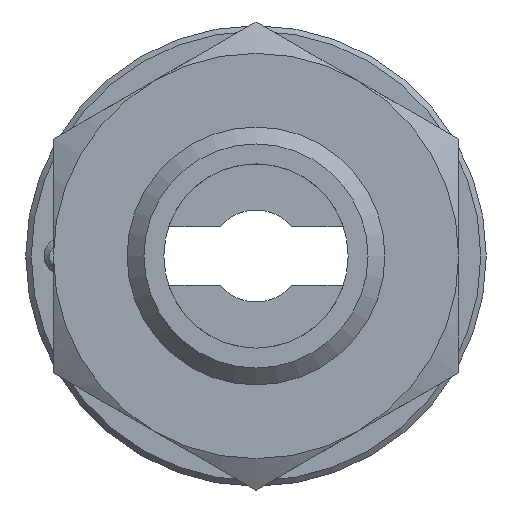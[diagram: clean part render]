
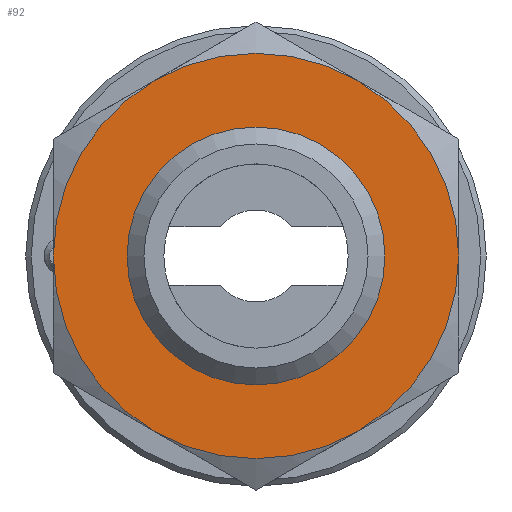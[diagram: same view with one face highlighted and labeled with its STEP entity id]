
A CAD part, front view. The second image highlights one B-rep face of the part: STEP entity #92.
In plain terms, the highlighted planar face has unit normal (0, -1, 0).
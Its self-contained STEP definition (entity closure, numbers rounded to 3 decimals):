
#92 = ADVANCED_FACE( '', ( #212, #213 ), #214, .T. );
#212 = FACE_OUTER_BOUND( '', #369, .T. );
#213 = FACE_BOUND( '', #370, .T. );
#214 = PLANE( '', #371 );
#369 = EDGE_LOOP( '', ( #586, #587, #588, #589, #590, #591 ) );
#370 = EDGE_LOOP( '', ( #592 ) );
#371 = AXIS2_PLACEMENT_3D( '', #593, #594, #595 );
#586 = ORIENTED_EDGE( '', *, *, #887, .T. );
#587 = ORIENTED_EDGE( '', *, *, #854, .T. );
#588 = ORIENTED_EDGE( '', *, *, #888, .T. );
#589 = ORIENTED_EDGE( '', *, *, #870, .T. );
#590 = ORIENTED_EDGE( '', *, *, #889, .T. );
#591 = ORIENTED_EDGE( '', *, *, #890, .T. );
#592 = ORIENTED_EDGE( '', *, *, #891, .F. );
#593 = CARTESIAN_POINT( '', ( 7., -13., 0. ) );
#594 = DIRECTION( '', ( 0., -1., 0. ) );
#595 = DIRECTION( '', ( 0., 0., -1. ) );
#854 = EDGE_CURVE( '', #1002, #978, #1004, .T. );
#870 = EDGE_CURVE( '', #1031, #1032, #1033, .T. );
#887 = EDGE_CURVE( '', #965, #1002, #1056, .T. );
#888 = EDGE_CURVE( '', #978, #1031, #1057, .T. );
#889 = EDGE_CURVE( '', #1032, #1049, #1058, .T. );
#890 = EDGE_CURVE( '', #1049, #965, #1059, .T. );
#891 = EDGE_CURVE( '', #1060, #1060, #1061, .T. );
#965 = VERTEX_POINT( '', #1165 );
#978 = VERTEX_POINT( '', #1204 );
#1002 = VERTEX_POINT( '', #1240 );
#1004 = CIRCLE( '', #1249, 11. );
#1031 = VERTEX_POINT( '', #1282 );
#1032 = VERTEX_POINT( '', #1283 );
#1033 = CIRCLE( '', #1284, 11. );
#1049 = VERTEX_POINT( '', #1339 );
#1056 = CIRCLE( '', #1365, 11. );
#1057 = CIRCLE( '', #1366, 11. );
#1058 = CIRCLE( '', #1367, 11. );
#1059 = CIRCLE( '', #1368, 11. );
#1060 = VERTEX_POINT( '', #1369 );
#1061 = CIRCLE( '', #1370, 7. );
#1165 = CARTESIAN_POINT( '', ( 5.5, -13., -9.526 ) );
#1204 = CARTESIAN_POINT( '', ( 5.5, -13., 9.526 ) );
#1240 = CARTESIAN_POINT( '', ( 11., -13., 0. ) );
#1249 = AXIS2_PLACEMENT_3D( '', #1527, #1528, #1529 );
#1282 = CARTESIAN_POINT( '', ( -5.5, -13., 9.526 ) );
#1283 = CARTESIAN_POINT( '', ( -11., -13., 0. ) );
#1284 = AXIS2_PLACEMENT_3D( '', #1554, #1555, #1556 );
#1339 = CARTESIAN_POINT( '', ( -5.5, -13., -9.526 ) );
#1365 = AXIS2_PLACEMENT_3D( '', #1561, #1562, #1563 );
#1366 = AXIS2_PLACEMENT_3D( '', #1564, #1565, #1566 );
#1367 = AXIS2_PLACEMENT_3D( '', #1567, #1568, #1569 );
#1368 = AXIS2_PLACEMENT_3D( '', #1570, #1571, #1572 );
#1369 = CARTESIAN_POINT( '', ( 0., -13., -7. ) );
#1370 = AXIS2_PLACEMENT_3D( '', #1573, #1574, #1575 );
#1527 = CARTESIAN_POINT( '', ( 0., -13., 0. ) );
#1528 = DIRECTION( '', ( 0., -1., 0. ) );
#1529 = DIRECTION( '', ( 0., 0., -1. ) );
#1554 = CARTESIAN_POINT( '', ( 0., -13., 0. ) );
#1555 = DIRECTION( '', ( 0., -1., 0. ) );
#1556 = DIRECTION( '', ( 0., 0., -1. ) );
#1561 = CARTESIAN_POINT( '', ( 0., -13., 0. ) );
#1562 = DIRECTION( '', ( 0., -1., 0. ) );
#1563 = DIRECTION( '', ( 0., 0., -1. ) );
#1564 = CARTESIAN_POINT( '', ( 0., -13., 0. ) );
#1565 = DIRECTION( '', ( 0., -1., 0. ) );
#1566 = DIRECTION( '', ( 0., 0., -1. ) );
#1567 = CARTESIAN_POINT( '', ( 0., -13., 0. ) );
#1568 = DIRECTION( '', ( 0., -1., 0. ) );
#1569 = DIRECTION( '', ( 0., 0., -1. ) );
#1570 = CARTESIAN_POINT( '', ( 0., -13., 0. ) );
#1571 = DIRECTION( '', ( 0., -1., 0. ) );
#1572 = DIRECTION( '', ( 0., 0., -1. ) );
#1573 = CARTESIAN_POINT( '', ( 0., -13., 0. ) );
#1574 = DIRECTION( '', ( 0., -1., 0. ) );
#1575 = DIRECTION( '', ( 0., 0., -1. ) );
